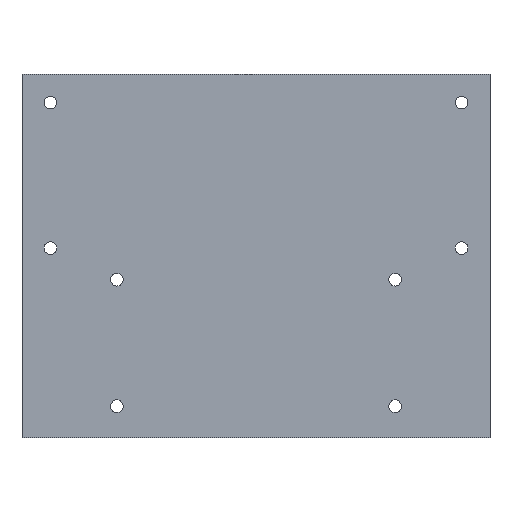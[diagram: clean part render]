
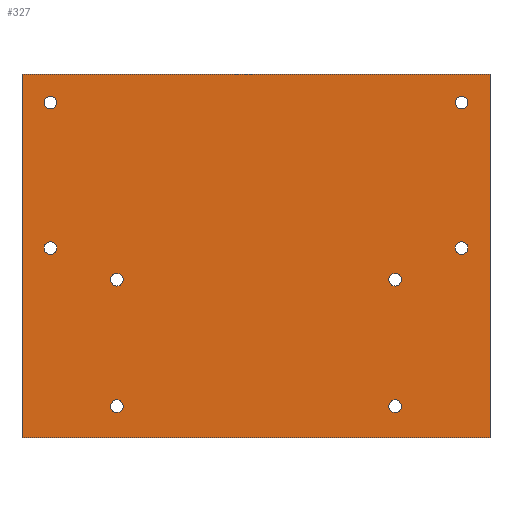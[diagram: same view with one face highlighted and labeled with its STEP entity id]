
A CAD part, front view. The second image highlights one B-rep face of the part: STEP entity #327.
In plain terms, the highlighted planar face has unit normal (0, -1, 0).
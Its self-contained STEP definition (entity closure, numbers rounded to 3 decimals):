
#15=FACE_BOUND('',#64,.T.);
#16=FACE_BOUND('',#65,.T.);
#17=FACE_BOUND('',#66,.T.);
#18=FACE_BOUND('',#67,.T.);
#19=FACE_BOUND('',#68,.T.);
#20=FACE_BOUND('',#69,.T.);
#21=FACE_BOUND('',#70,.T.);
#22=FACE_BOUND('',#71,.T.);
#35=PLANE('',#363);
#45=FACE_OUTER_BOUND('',#63,.T.);
#63=EDGE_LOOP('',(#239,#240,#241,#242));
#64=EDGE_LOOP('',(#243));
#65=EDGE_LOOP('',(#244));
#66=EDGE_LOOP('',(#245));
#67=EDGE_LOOP('',(#246));
#68=EDGE_LOOP('',(#247));
#69=EDGE_LOOP('',(#248));
#70=EDGE_LOOP('',(#249));
#71=EDGE_LOOP('',(#250));
#97=LINE('',#511,#119);
#98=LINE('',#513,#120);
#99=LINE('',#515,#121);
#100=LINE('',#516,#122);
#119=VECTOR('',#415,10.);
#120=VECTOR('',#416,10.);
#121=VECTOR('',#417,10.);
#122=VECTOR('',#418,10.);
#143=CIRCLE('',#364,2.);
#144=CIRCLE('',#365,2.);
#145=CIRCLE('',#366,2.);
#146=CIRCLE('',#367,2.);
#147=CIRCLE('',#368,2.);
#148=CIRCLE('',#369,2.);
#149=CIRCLE('',#370,2.);
#150=CIRCLE('',#371,2.);
#163=VERTEX_POINT('',#509);
#164=VERTEX_POINT('',#510);
#165=VERTEX_POINT('',#512);
#166=VERTEX_POINT('',#514);
#167=VERTEX_POINT('',#517);
#168=VERTEX_POINT('',#519);
#169=VERTEX_POINT('',#521);
#170=VERTEX_POINT('',#523);
#171=VERTEX_POINT('',#525);
#172=VERTEX_POINT('',#527);
#173=VERTEX_POINT('',#529);
#174=VERTEX_POINT('',#531);
#193=EDGE_CURVE('',#163,#164,#97,.T.);
#194=EDGE_CURVE('',#165,#163,#98,.T.);
#195=EDGE_CURVE('',#166,#165,#99,.T.);
#196=EDGE_CURVE('',#164,#166,#100,.T.);
#197=EDGE_CURVE('',#167,#167,#143,.T.);
#198=EDGE_CURVE('',#168,#168,#144,.T.);
#199=EDGE_CURVE('',#169,#169,#145,.T.);
#200=EDGE_CURVE('',#170,#170,#146,.T.);
#201=EDGE_CURVE('',#171,#171,#147,.T.);
#202=EDGE_CURVE('',#172,#172,#148,.T.);
#203=EDGE_CURVE('',#173,#173,#149,.T.);
#204=EDGE_CURVE('',#174,#174,#150,.T.);
#239=ORIENTED_EDGE('',*,*,#193,.F.);
#240=ORIENTED_EDGE('',*,*,#194,.F.);
#241=ORIENTED_EDGE('',*,*,#195,.F.);
#242=ORIENTED_EDGE('',*,*,#196,.F.);
#243=ORIENTED_EDGE('',*,*,#197,.F.);
#244=ORIENTED_EDGE('',*,*,#198,.F.);
#245=ORIENTED_EDGE('',*,*,#199,.F.);
#246=ORIENTED_EDGE('',*,*,#200,.F.);
#247=ORIENTED_EDGE('',*,*,#201,.F.);
#248=ORIENTED_EDGE('',*,*,#202,.F.);
#249=ORIENTED_EDGE('',*,*,#203,.F.);
#250=ORIENTED_EDGE('',*,*,#204,.F.);
#327=ADVANCED_FACE('',(#45,#15,#16,#17,#18,#19,#20,#21,#22),#35,.T.);
#363=AXIS2_PLACEMENT_3D('',#508,#413,#414);
#364=AXIS2_PLACEMENT_3D('',#518,#419,#420);
#365=AXIS2_PLACEMENT_3D('',#520,#421,#422);
#366=AXIS2_PLACEMENT_3D('',#522,#423,#424);
#367=AXIS2_PLACEMENT_3D('',#524,#425,#426);
#368=AXIS2_PLACEMENT_3D('',#526,#427,#428);
#369=AXIS2_PLACEMENT_3D('',#528,#429,#430);
#370=AXIS2_PLACEMENT_3D('',#530,#431,#432);
#371=AXIS2_PLACEMENT_3D('',#532,#433,#434);
#413=DIRECTION('center_axis',(0.,-1.,0.));
#414=DIRECTION('ref_axis',(1.,0.,0.));
#415=DIRECTION('',(1.,0.,0.));
#416=DIRECTION('',(0.,0.,1.));
#417=DIRECTION('',(-1.,0.,0.));
#418=DIRECTION('',(0.,0.,-1.));
#419=DIRECTION('center_axis',(0.,-1.,0.));
#420=DIRECTION('ref_axis',(-1.,0.,0.));
#421=DIRECTION('center_axis',(0.,-1.,0.));
#422=DIRECTION('ref_axis',(-1.,0.,0.));
#423=DIRECTION('center_axis',(0.,-1.,0.));
#424=DIRECTION('ref_axis',(-1.,0.,0.));
#425=DIRECTION('center_axis',(0.,-1.,0.));
#426=DIRECTION('ref_axis',(-1.,0.,0.));
#427=DIRECTION('center_axis',(0.,-1.,0.));
#428=DIRECTION('ref_axis',(-1.,0.,0.));
#429=DIRECTION('center_axis',(0.,-1.,0.));
#430=DIRECTION('ref_axis',(-1.,0.,0.));
#431=DIRECTION('center_axis',(0.,-1.,0.));
#432=DIRECTION('ref_axis',(-1.,0.,0.));
#433=DIRECTION('center_axis',(0.,-1.,0.));
#434=DIRECTION('ref_axis',(-1.,0.,0.));
#508=CARTESIAN_POINT('Origin',(-442.,-26.,-186.267));
#509=CARTESIAN_POINT('',(-442.,-26.,-71.267));
#510=CARTESIAN_POINT('',(-294.,-26.,-71.267));
#511=CARTESIAN_POINT('',(-339.,-26.,-71.267));
#512=CARTESIAN_POINT('',(-442.,-26.,-186.267));
#513=CARTESIAN_POINT('',(-442.,-26.,-186.267));
#514=CARTESIAN_POINT('',(-294.,-26.,-186.267));
#515=CARTESIAN_POINT('',(-339.,-26.,-186.267));
#516=CARTESIAN_POINT('',(-294.,-26.,-186.267));
#517=CARTESIAN_POINT('',(-322.,-26.,-176.267));
#518=CARTESIAN_POINT('Origin',(-324.,-26.,-176.267));
#519=CARTESIAN_POINT('',(-322.,-26.,-136.267));
#520=CARTESIAN_POINT('Origin',(-324.,-26.,-136.267));
#521=CARTESIAN_POINT('',(-431.,-26.,-80.267));
#522=CARTESIAN_POINT('Origin',(-433.,-26.,-80.267));
#523=CARTESIAN_POINT('',(-410.,-26.,-136.267));
#524=CARTESIAN_POINT('Origin',(-412.,-26.,-136.267));
#525=CARTESIAN_POINT('',(-410.,-26.,-176.267));
#526=CARTESIAN_POINT('Origin',(-412.,-26.,-176.267));
#527=CARTESIAN_POINT('',(-301.,-26.,-126.267));
#528=CARTESIAN_POINT('Origin',(-303.,-26.,-126.267));
#529=CARTESIAN_POINT('',(-301.,-26.,-80.267));
#530=CARTESIAN_POINT('Origin',(-303.,-26.,-80.267));
#531=CARTESIAN_POINT('',(-431.,-26.,-126.267));
#532=CARTESIAN_POINT('Origin',(-433.,-26.,-126.267));
